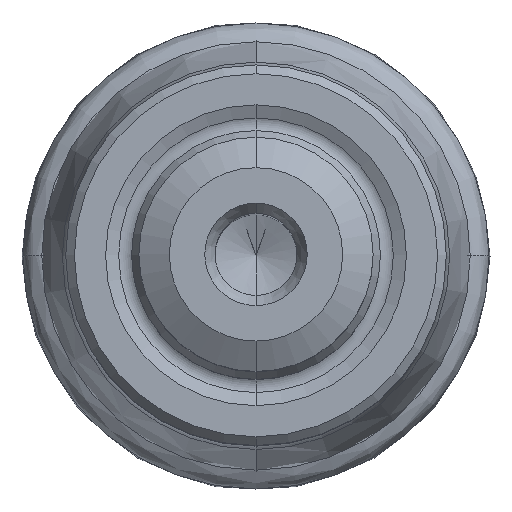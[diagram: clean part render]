
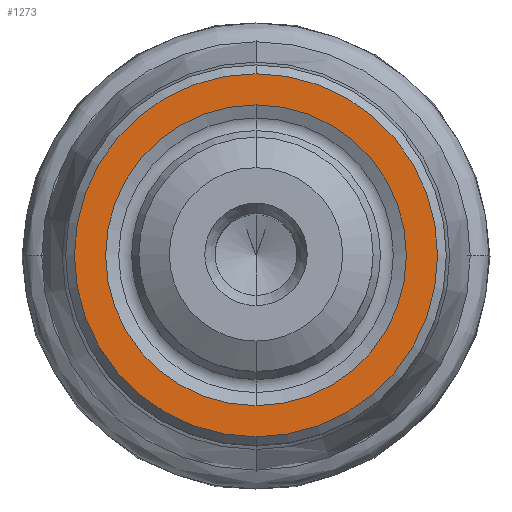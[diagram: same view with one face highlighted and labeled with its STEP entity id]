
A CAD part, top view. The second image highlights one B-rep face of the part: STEP entity #1273.
In plain terms, the highlighted face is planar.
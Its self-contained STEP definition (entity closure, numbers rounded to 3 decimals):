
#170=CARTESIAN_POINT('',(0.,0.,0.));
#171=DIRECTION('',(0.,0.,1.));
#172=DIRECTION('',(0.,1.,0.));
#173=AXIS2_PLACEMENT_3D('',#170,#171,#172);
#178=CARTESIAN_POINT('',(0.,0.,0.));
#179=DIRECTION('',(0.,0.,-1.));
#180=DIRECTION('',(0.,1.,0.));
#181=AXIS2_PLACEMENT_3D('',#178,#179,#180);
#186=CARTESIAN_POINT('',(0.,0.,0.));
#187=DIRECTION('',(0.,0.,-1.));
#188=DIRECTION('',(0.,1.,0.));
#189=AXIS2_PLACEMENT_3D('',#186,#187,#188);
#194=CARTESIAN_POINT('',(0.,0.,0.));
#195=DIRECTION('',(0.,0.,1.));
#196=DIRECTION('',(0.,1.,0.));
#197=AXIS2_PLACEMENT_3D('',#194,#195,#196);
#996=CARTESIAN_POINT('',(0.,5.136,0.));
#997=VERTEX_POINT('',#996);
#1026=CARTESIAN_POINT('',(0.,-5.136,0.));
#1027=VERTEX_POINT('',#1026);
#1028=CARTESIAN_POINT('',(0.,6.2,0.));
#1030=VERTEX_POINT('',#1028);
#1032=CARTESIAN_POINT('',(0.,-6.2,0.));
#1034=VERTEX_POINT('',#1032);
#1258=CARTESIAN_POINT('',(0.,0.,0.));
#1259=DIRECTION('',(0.,0.,-1.));
#1260=DIRECTION('',(0.,-1.,0.));
#1261=AXIS2_PLACEMENT_3D('',#1258,#1259,#1260);
#1262=PLANE('',#1261);
#1263=ORIENTED_EDGE('',*,*,#1240,.T.);
#1264=ORIENTED_EDGE('',*,*,#1251,.F.);
#1265=EDGE_LOOP('',(#1263,#1264));
#1266=FACE_OUTER_BOUND('',#1265,.F.);
#1268=ORIENTED_EDGE('',*,*,#1267,.T.);
#1270=ORIENTED_EDGE('',*,*,#1269,.F.);
#1271=EDGE_LOOP('',(#1268,#1270));
#1272=FACE_BOUND('',#1271,.F.);
#174=CIRCLE('',#173,6.2);
#182=CIRCLE('',#181,6.2);
#190=CIRCLE('',#189,5.136);
#198=CIRCLE('',#197,5.136);
#1240=EDGE_CURVE('',#1030,#1034,#174,.T.);
#1251=EDGE_CURVE('',#1030,#1034,#182,.T.);
#1267=EDGE_CURVE('',#997,#1027,#190,.T.);
#1269=EDGE_CURVE('',#997,#1027,#198,.T.);
#1273=ADVANCED_FACE('',(#1266,#1272),#1262,.T.);
